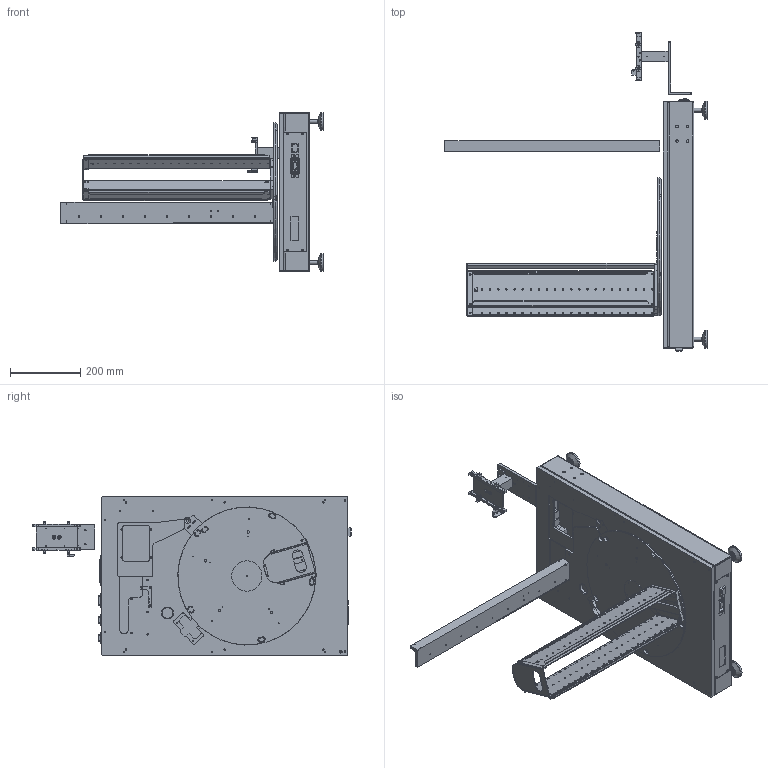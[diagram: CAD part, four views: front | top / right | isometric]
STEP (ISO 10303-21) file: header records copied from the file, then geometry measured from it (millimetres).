
FILE_DESCRIPTION (( 'STEP AP214' ), '1' );
FILE_NAME ('9321000.STEP', '2024-09-25T12:59:36', ( '' ), ( '' ), 'SwSTEP 2.0', 'SolidWorks 2022', '' );
FILE_SCHEMA (( 'AUTOMOTIVE_DESIGN' ));
Length unit declared in the file: millimetre
Products named in the file (1): 9321000
Bounding box: 743.8 x 902.84 x 450 mm (x, y, z)
Volume: 6877331.3 mm3; surface area: 2656228.7 mm2
Topology: 34 solids, 34 shells, 5540 faces, 15287 edges, 10122 vertices
Faces by surface type: plane 3098, cylinder 2341, cone 63, bspline 26, torus 12
Full cylindrical faces by diameter (mm): 1.5 x3, 1.6 x2, 1.9 x1, 2.05 x4, 2.5 x60, 3 x12, 3.1 x8, 3.2 x8, 3.3 x31, 3.4 x6, 4 x50, 4.2 x28, 4.3 x1, 4.5 x2, 4.7 x4, 5 x1, 5.2 x2, 5.3 x6, 6 x13, 6.2 x2, 6.5 x11, 7.1 x8, 8 x6, 10 x4, 12 x7, 12.5 x4, 14.5 x1, 15.5 x1, 16 x1, 19 x1
Entity records: 237577 total; most frequent: CARTESIAN_POINT 31720, DIRECTION 30395, ORIENTED_EDGE 29448, EDGE_CURVE 14724, AXIS2_PLACEMENT_3D 10259, VERTEX_POINT 9928, LINE 9877, VECTOR 9877
